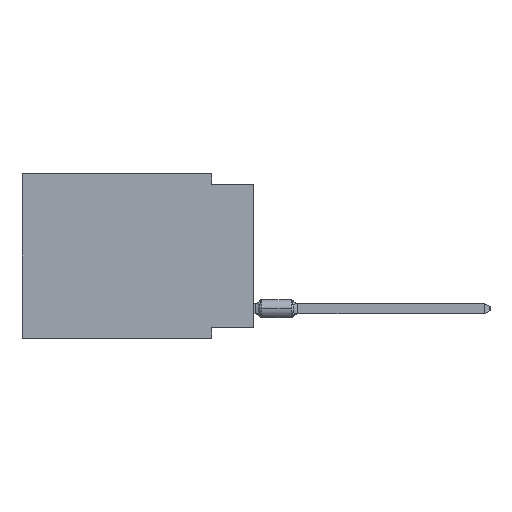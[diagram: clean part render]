
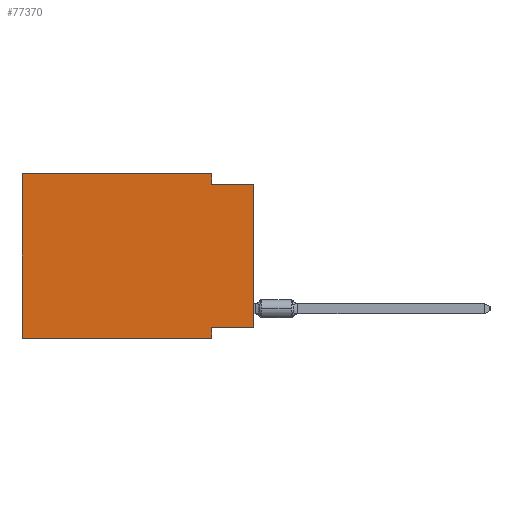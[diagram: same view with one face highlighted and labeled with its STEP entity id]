
A CAD part, left-side view. The second image highlights one B-rep face of the part: STEP entity #77370.
In plain terms, the highlighted planar face has unit normal (-1, 0, 0).
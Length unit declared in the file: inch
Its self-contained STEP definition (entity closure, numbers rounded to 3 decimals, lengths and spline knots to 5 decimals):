
#100 = CARTESIAN_POINT ( 'NONE',  ( 0., 0.1, -0.39 ) ) ;
#904 = VECTOR ( 'NONE', #56068, 39.37008 ) ;
#1594 = VECTOR ( 'NONE', #26683, 39.37008 ) ;
#1644 = LINE ( 'NONE', #8546, #77646 ) ;
#2155 = CARTESIAN_POINT ( 'NONE',  ( 0., 0., -0.365 ) ) ;
#5346 = LINE ( 'NONE', #18293, #30155 ) ;
#6160 = VECTOR ( 'NONE', #12800, 39.37008 ) ;
#6647 = DIRECTION ( 'NONE',  ( 0., 0., 1. ) ) ;
#7099 = VERTEX_POINT ( 'NONE', #68392 ) ;
#7695 = LINE ( 'NONE', #41340, #1594 ) ;
#8546 = CARTESIAN_POINT ( 'NONE',  ( 0., 0.55, 0. ) ) ;
#11462 = EDGE_CURVE ( 'NONE', #40947, #56062, #50114, .T. ) ;
#12601 = CARTESIAN_POINT ( 'NONE',  ( 0., 0.1, 0. ) ) ;
#12800 = DIRECTION ( 'NONE',  ( 0., -1., 0. ) ) ;
#13371 = EDGE_CURVE ( 'NONE', #20695, #40947, #1644, .T. ) ;
#13862 = DIRECTION ( 'NONE',  ( 1., 0., 0. ) ) ;
#15019 = EDGE_CURVE ( 'NONE', #20695, #23401, #52508, .T. ) ;
#17912 = VERTEX_POINT ( 'NONE', #77053 ) ;
#18164 = CARTESIAN_POINT ( 'NONE',  ( 0., 0.55, 0. ) ) ;
#18293 = CARTESIAN_POINT ( 'NONE',  ( 0., 0., 0. ) ) ;
#18444 = ORIENTED_EDGE ( 'NONE', *, *, #11462, .F. ) ;
#18892 = CARTESIAN_POINT ( 'NONE',  ( 0., 0.55, 0. ) ) ;
#20695 = VERTEX_POINT ( 'NONE', #61036 ) ;
#20783 = ORIENTED_EDGE ( 'NONE', *, *, #66242, .T. ) ;
#21981 = VECTOR ( 'NONE', #39768, 39.37008 ) ;
#22019 = CARTESIAN_POINT ( 'NONE',  ( 0., 0.55, 0. ) ) ;
#23262 = CARTESIAN_POINT ( 'NONE',  ( 0., 0., -0.365 ) ) ;
#23361 = DIRECTION ( 'NONE',  ( 0., -1., 0. ) ) ;
#23401 = VERTEX_POINT ( 'NONE', #100 ) ;
#26683 = DIRECTION ( 'NONE',  ( 0., -1., 0. ) ) ;
#28355 = ORIENTED_EDGE ( 'NONE', *, *, #34373, .F. ) ;
#28426 = ORIENTED_EDGE ( 'NONE', *, *, #65099, .F. ) ;
#30155 = VECTOR ( 'NONE', #6647, 39.37008 ) ;
#34373 = EDGE_CURVE ( 'NONE', #7099, #17912, #7695, .T. ) ;
#35219 = CARTESIAN_POINT ( 'NONE',  ( 0., 0.1, -0.39 ) ) ;
#37704 = VERTEX_POINT ( 'NONE', #2155 ) ;
#37707 = EDGE_CURVE ( 'NONE', #37704, #80382, #68633, .T. ) ;
#39768 = DIRECTION ( 'NONE',  ( 0., 0., -1. ) ) ;
#40177 = DIRECTION ( 'NONE',  ( 0., 0., -1. ) ) ;
#40947 = VERTEX_POINT ( 'NONE', #18892 ) ;
#41340 = CARTESIAN_POINT ( 'NONE',  ( 0., 0., -0.025 ) ) ;
#43387 = LINE ( 'NONE', #35219, #79031 ) ;
#45622 = CARTESIAN_POINT ( 'NONE',  ( 0., 0.55, -0.39 ) ) ;
#48218 = ORIENTED_EDGE ( 'NONE', *, *, #71809, .F. ) ;
#50114 = LINE ( 'NONE', #18164, #60853 ) ;
#51235 = EDGE_LOOP ( 'NONE', ( #20783, #28355, #28426, #18444, #67690, #81532, #48218, #76764 ) ) ;
#52508 = LINE ( 'NONE', #45622, #6160 ) ;
#54253 = AXIS2_PLACEMENT_3D ( 'NONE', #22019, #13862, #40177 ) ;
#56062 = VERTEX_POINT ( 'NONE', #71981 ) ;
#56068 = DIRECTION ( 'NONE',  ( 0., 1., 0. ) ) ;
#60853 = VECTOR ( 'NONE', #23361, 39.37008 ) ;
#61036 = CARTESIAN_POINT ( 'NONE',  ( 0., 0.55, -0.39 ) ) ;
#64828 = LINE ( 'NONE', #12601, #21981 ) ;
#65099 = EDGE_CURVE ( 'NONE', #56062, #7099, #64828, .T. ) ;
#66242 = EDGE_CURVE ( 'NONE', #37704, #17912, #5346, .T. ) ;
#67690 = ORIENTED_EDGE ( 'NONE', *, *, #13371, .F. ) ;
#67692 = DIRECTION ( 'NONE',  ( 0., 0., 1. ) ) ;
#68392 = CARTESIAN_POINT ( 'NONE',  ( 0., 0.1, -0.025 ) ) ;
#68633 = LINE ( 'NONE', #23262, #904 ) ;
#71809 = EDGE_CURVE ( 'NONE', #80382, #23401, #43387, .T. ) ;
#71981 = CARTESIAN_POINT ( 'NONE',  ( 0., 0.1, 0. ) ) ;
#72995 = FACE_OUTER_BOUND ( 'NONE', #51235, .T. ) ;
#74923 = DIRECTION ( 'NONE',  ( 0., 0., -1. ) ) ;
#76764 = ORIENTED_EDGE ( 'NONE', *, *, #37707, .F. ) ;
#77053 = CARTESIAN_POINT ( 'NONE',  ( 0., 0., -0.025 ) ) ;
#77370 = ADVANCED_FACE ( 'NONE', ( #72995 ), #81167, .F. ) ;
#77646 = VECTOR ( 'NONE', #67692, 39.37008 ) ;
#79031 = VECTOR ( 'NONE', #74923, 39.37008 ) ;
#80382 = VERTEX_POINT ( 'NONE', #84478 ) ;
#81167 = PLANE ( 'NONE',  #54253 ) ;
#81532 = ORIENTED_EDGE ( 'NONE', *, *, #15019, .T. ) ;
#84478 = CARTESIAN_POINT ( 'NONE',  ( 0., 0.1, -0.365 ) ) ;
